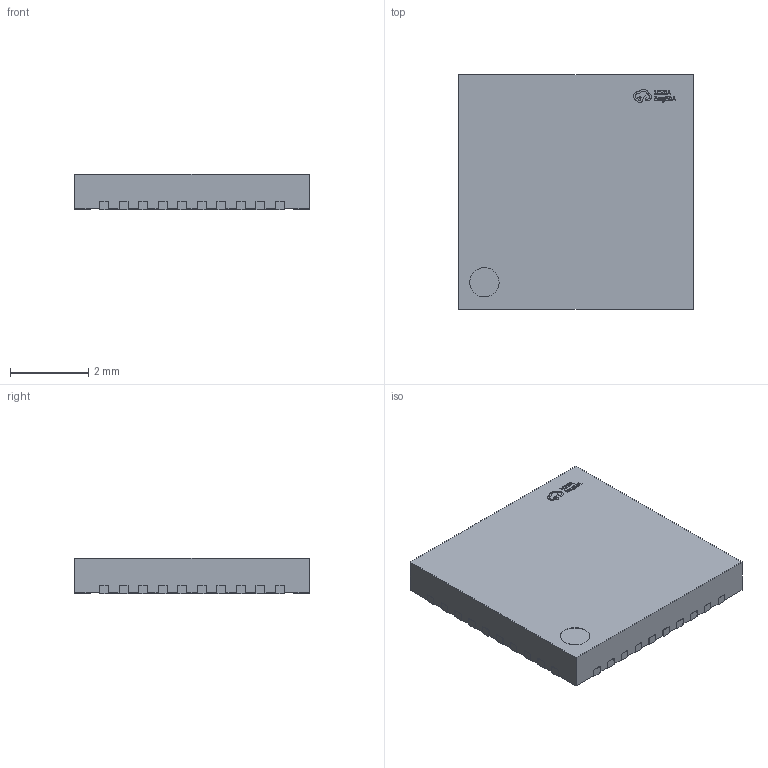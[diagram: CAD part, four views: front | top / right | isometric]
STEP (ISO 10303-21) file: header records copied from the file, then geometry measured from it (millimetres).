
FILE_DESCRIPTION (( 'STEP AP214' ), '1' );
FILE_NAME ('VQFN-24_L4.0-W4.0-P0.50-TL-EP2.5.step', '2022-07-15T04:11:02', ( '' ), ( '' ), 'SwSTEP 2.0', 'SolidWorks 2020', '' );
FILE_SCHEMA (( 'AUTOMOTIVE_DESIGN' ));
Length unit declared in the file: millimetre
Products named in the file (1): VQFN-24_L4.0-W4.0-P0.50-TL-EP2.5
Bounding box: 6.02 x 6.02 x 0.9 mm (x, y, z)
Volume: 32.2 mm3; surface area: 95.1 mm2
Topology: 14 solids, 14 shells, 554 faces, 1551 edges, 1034 vertices
Faces by surface type: plane 390, bspline 114, cylinder 50
Entity records: 24727 total; most frequent: CARTESIAN_POINT 4955, ORIENTED_EDGE 3102, DIRECTION 2258, EDGE_CURVE 1551, LINE 1176, VECTOR 1176, VERTEX_POINT 1034, EDGE_LOOP 575
